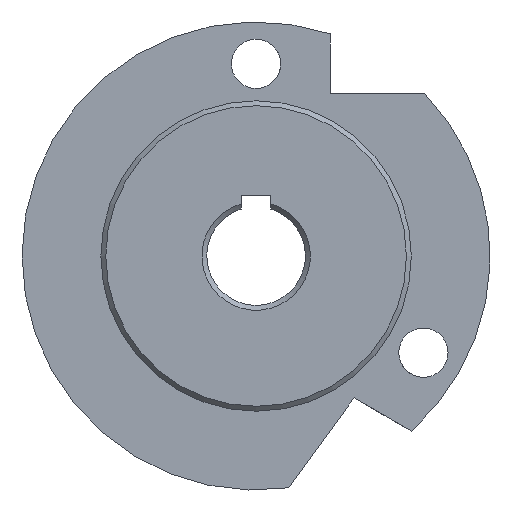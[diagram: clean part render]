
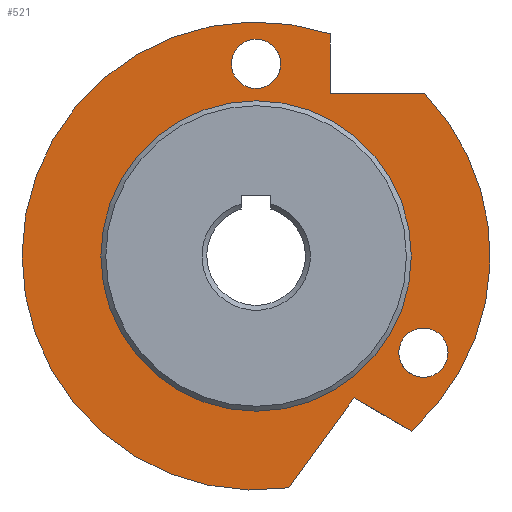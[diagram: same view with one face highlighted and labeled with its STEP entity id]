
A CAD part, left-side view. The second image highlights one B-rep face of the part: STEP entity #521.
In plain terms, the highlighted planar face has unit normal (-1, 0, 0).
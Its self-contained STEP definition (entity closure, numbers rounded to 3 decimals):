
#44=FACE_BOUND('',#136,.T.);
#45=FACE_BOUND('',#137,.T.);
#46=FACE_BOUND('',#138,.T.);
#47=FACE_BOUND('',#139,.T.);
#65=CIRCLE('',#554,5.);
#67=CIRCLE('',#557,5.);
#69=CIRCLE('',#564,27.);
#70=CIRCLE('',#565,47.5);
#71=CIRCLE('',#566,47.5);
#136=EDGE_LOOP('',(#394));
#137=EDGE_LOOP('',(#395));
#138=EDGE_LOOP('',(#396));
#139=EDGE_LOOP('',(#397,#398,#399,#400,#401,#402));
#179=LINE('',#879,#211);
#183=LINE('',#887,#215);
#186=LINE('',#894,#218);
#190=LINE('',#902,#222);
#211=VECTOR('',#646,13.458);
#215=VECTOR('',#652,22.534);
#218=VECTOR('',#657,12.069);
#222=VECTOR('',#663,19.165);
#250=VERTEX_POINT('',#867);
#252=VERTEX_POINT('',#872);
#254=VERTEX_POINT('',#877);
#255=VERTEX_POINT('',#878);
#258=VERTEX_POINT('',#886);
#260=VERTEX_POINT('',#892);
#261=VERTEX_POINT('',#893);
#264=VERTEX_POINT('',#901);
#266=VERTEX_POINT('',#907);
#301=EDGE_CURVE('',#250,#250,#65,.T.);
#303=EDGE_CURVE('',#252,#252,#67,.T.);
#305=EDGE_CURVE('',#254,#255,#179,.T.);
#309=EDGE_CURVE('',#258,#254,#183,.T.);
#312=EDGE_CURVE('',#260,#261,#186,.T.);
#316=EDGE_CURVE('',#264,#260,#190,.T.);
#319=EDGE_CURVE('',#266,#266,#69,.T.);
#320=EDGE_CURVE('',#255,#264,#70,.T.);
#321=EDGE_CURVE('',#261,#258,#71,.T.);
#394=ORIENTED_EDGE('',*,*,#301,.T.);
#395=ORIENTED_EDGE('',*,*,#303,.T.);
#396=ORIENTED_EDGE('',*,*,#319,.F.);
#397=ORIENTED_EDGE('',*,*,#309,.T.);
#398=ORIENTED_EDGE('',*,*,#305,.T.);
#399=ORIENTED_EDGE('',*,*,#320,.T.);
#400=ORIENTED_EDGE('',*,*,#316,.T.);
#401=ORIENTED_EDGE('',*,*,#312,.T.);
#402=ORIENTED_EDGE('',*,*,#321,.T.);
#481=PLANE('',#563);
#521=ADVANCED_FACE('',(#44,#45,#46,#47),#481,.T.);
#554=AXIS2_PLACEMENT_3D('',#868,#634,#635);
#557=AXIS2_PLACEMENT_3D('',#873,#640,#641);
#563=AXIS2_PLACEMENT_3D('',#906,#666,#667);
#564=AXIS2_PLACEMENT_3D('',#908,#668,#669);
#565=AXIS2_PLACEMENT_3D('',#909,#670,#671);
#566=AXIS2_PLACEMENT_3D('',#910,#672,#673);
#634=DIRECTION('center_axis',(1.,0.,0.));
#635=DIRECTION('ref_axis',(0.,0.,-1.));
#640=DIRECTION('center_axis',(1.,0.,0.));
#641=DIRECTION('ref_axis',(0.,0.,-1.));
#646=DIRECTION('',(0.,-0.866,-0.5));
#652=DIRECTION('',(0.,-0.587,0.809));
#657=DIRECTION('',(0.,0.,1.));
#663=DIRECTION('',(0.,1.,0.));
#666=DIRECTION('center_axis',(-1.,0.,0.));
#667=DIRECTION('ref_axis',(0.,0.,1.));
#668=DIRECTION('center_axis',(-1.,0.,0.));
#669=DIRECTION('ref_axis',(0.,0.,1.));
#670=DIRECTION('center_axis',(-1.,0.,0.));
#671=DIRECTION('ref_axis',(0.,0.,1.));
#672=DIRECTION('center_axis',(-1.,0.,0.));
#673=DIRECTION('ref_axis',(0.,0.,1.));
#867=CARTESIAN_POINT('',(-13.,0.,44.));
#868=CARTESIAN_POINT('Origin',(-13.,0.,39.));
#872=CARTESIAN_POINT('',(-13.,-33.959,-14.606));
#873=CARTESIAN_POINT('Origin',(-13.,-33.959,-19.606));
#877=CARTESIAN_POINT('',(-13.,-19.876,-28.796));
#878=CARTESIAN_POINT('',(-13.,-31.531,-35.525));
#879=CARTESIAN_POINT('',(-13.,1.877,-16.237));
#886=CARTESIAN_POINT('',(-13.,-6.641,-47.033));
#887=CARTESIAN_POINT('',(-13.,-19.628,-29.138));
#892=CARTESIAN_POINT('',(-13.,-15.,33.));
#893=CARTESIAN_POINT('',(-13.,-15.,45.069));
#894=CARTESIAN_POINT('',(-13.,-15.,35.125));
#901=CARTESIAN_POINT('',(-13.,-34.165,33.));
#902=CARTESIAN_POINT('',(-13.,-25.122,33.));
#906=CARTESIAN_POINT('Origin',(-13.,0.,37.25));
#907=CARTESIAN_POINT('',(-13.,0.,27.));
#908=CARTESIAN_POINT('Origin',(-13.,0.,0.));
#909=CARTESIAN_POINT('Origin',(-13.,0.,0.));
#910=CARTESIAN_POINT('Origin',(-13.,0.,0.));
